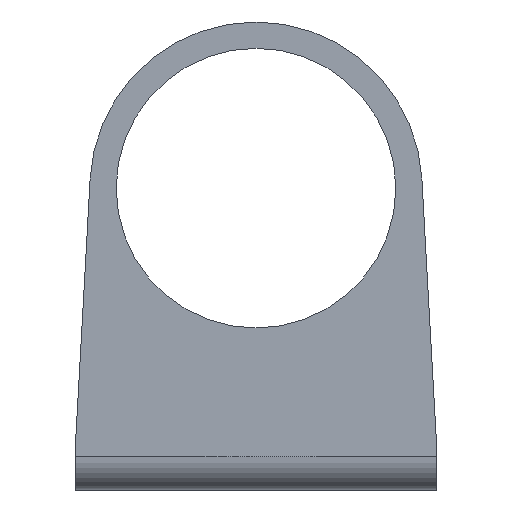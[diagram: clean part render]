
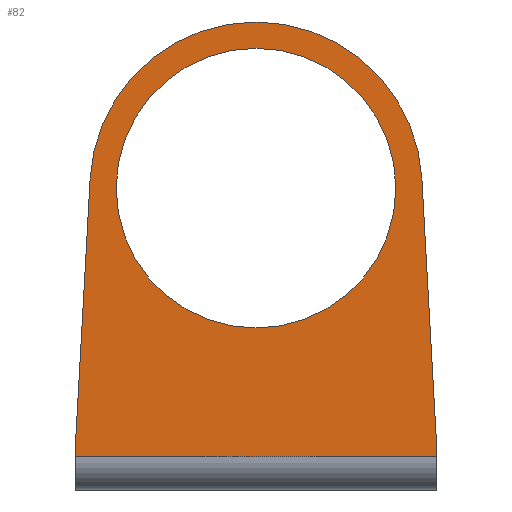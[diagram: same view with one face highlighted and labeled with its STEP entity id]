
A CAD part, front view. The second image highlights one B-rep face of the part: STEP entity #82.
In plain terms, the highlighted planar face has unit normal (0, -1, 0).
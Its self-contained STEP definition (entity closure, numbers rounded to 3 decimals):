
#82 = ADVANCED_FACE( '', ( #116, #117 ), #118, .F. );
#116 = FACE_BOUND( '', #179, .T. );
#117 = FACE_OUTER_BOUND( '', #180, .T. );
#118 = PLANE( '', #181 );
#179 = EDGE_LOOP( '', ( #274 ) );
#180 = EDGE_LOOP( '', ( #275, #276, #277, #278, #279, #280 ) );
#181 = AXIS2_PLACEMENT_3D( '', #281, #282, #283 );
#274 = ORIENTED_EDGE( '', *, *, #454, .T. );
#275 = ORIENTED_EDGE( '', *, *, #446, .F. );
#276 = ORIENTED_EDGE( '', *, *, #458, .T. );
#277 = ORIENTED_EDGE( '', *, *, #459, .F. );
#278 = ORIENTED_EDGE( '', *, *, #460, .F. );
#279 = ORIENTED_EDGE( '', *, *, #455, .F. );
#280 = ORIENTED_EDGE( '', *, *, #450, .F. );
#281 = CARTESIAN_POINT( '', ( 0., 0., 0. ) );
#282 = DIRECTION( '', ( 0., 1., 0. ) );
#283 = DIRECTION( '', ( 0., 0., 1. ) );
#446 = EDGE_CURVE( '', #524, #525, #526, .T. );
#450 = EDGE_CURVE( '', #525, #532, #533, .T. );
#454 = EDGE_CURVE( '', #539, #539, #540, .T. );
#455 = EDGE_CURVE( '', #532, #541, #542, .T. );
#458 = EDGE_CURVE( '', #524, #546, #547, .T. );
#459 = EDGE_CURVE( '', #548, #546, #549, .T. );
#460 = EDGE_CURVE( '', #541, #548, #550, .T. );
#524 = VERTEX_POINT( '', #644 );
#525 = VERTEX_POINT( '', #645 );
#526 = LINE( '', #646, #647 );
#532 = VERTEX_POINT( '', #656 );
#533 = CIRCLE( '', #657, 30. );
#539 = VERTEX_POINT( '', #664 );
#540 = CIRCLE( '', #665, 25.25 );
#541 = VERTEX_POINT( '', #666 );
#542 = LINE( '', #667, #668 );
#546 = VERTEX_POINT( '', #674 );
#547 = LINE( '', #675, #676 );
#548 = VERTEX_POINT( '', #677 );
#549 = LINE( '', #678, #679 );
#550 = LINE( '', #680, #681 );
#644 = CARTESIAN_POINT( '', ( -32.5, 0., -44.5 ) );
#645 = CARTESIAN_POINT( '', ( -29.954, 0., 1.652 ) );
#646 = CARTESIAN_POINT( '', ( -32.5, 0., -44.5 ) );
#647 = VECTOR( '', #786, 1000. );
#656 = CARTESIAN_POINT( '', ( 29.954, 0., 1.652 ) );
#657 = AXIS2_PLACEMENT_3D( '', #790, #791, #792 );
#664 = CARTESIAN_POINT( '', ( 25.25, 0., 0. ) );
#665 = AXIS2_PLACEMENT_3D( '', #800, #801, #802 );
#666 = CARTESIAN_POINT( '', ( 32.5, 0., -44.5 ) );
#667 = CARTESIAN_POINT( '', ( 29.954, 0., 1.652 ) );
#668 = VECTOR( '', #803, 1000. );
#674 = CARTESIAN_POINT( '', ( -32.5, 0., -48.5 ) );
#675 = CARTESIAN_POINT( '', ( -32.5, 0., -44.5 ) );
#676 = VECTOR( '', #806, 1000. );
#677 = CARTESIAN_POINT( '', ( 32.5, 0., -48.5 ) );
#678 = CARTESIAN_POINT( '', ( 32.5, 0., -48.5 ) );
#679 = VECTOR( '', #807, 1000. );
#680 = CARTESIAN_POINT( '', ( 32.5, 0., -44.5 ) );
#681 = VECTOR( '', #808, 1000. );
#786 = DIRECTION( '', ( 0.055, 0., 0.998 ) );
#790 = CARTESIAN_POINT( '', ( 0., 0., 0. ) );
#791 = DIRECTION( '', ( 0., 1., 0. ) );
#792 = DIRECTION( '', ( 1., 0., 0. ) );
#800 = CARTESIAN_POINT( '', ( 0., 0., 0. ) );
#801 = DIRECTION( '', ( 0., 1., 0. ) );
#802 = DIRECTION( '', ( 1., 0., 0. ) );
#803 = DIRECTION( '', ( 0.055, 0., -0.998 ) );
#806 = DIRECTION( '', ( 0., 0., -1. ) );
#807 = DIRECTION( '', ( -1., 0., 0. ) );
#808 = DIRECTION( '', ( 0., 0., -1. ) );
